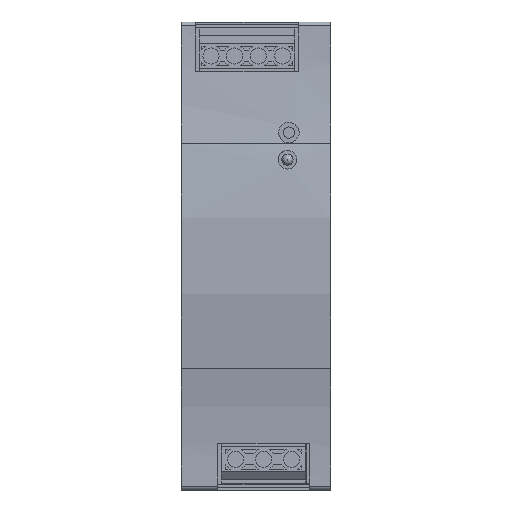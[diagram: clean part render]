
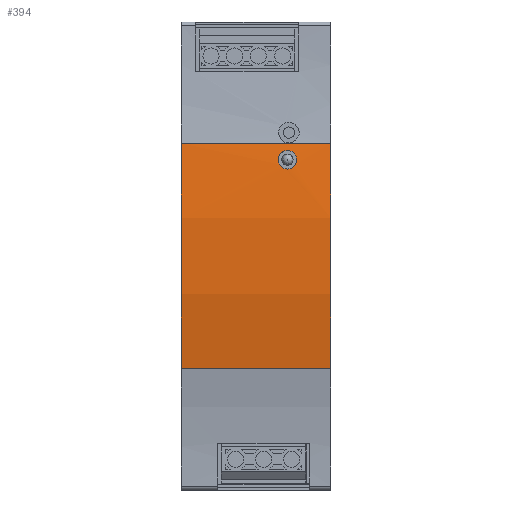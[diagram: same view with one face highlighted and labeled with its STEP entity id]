
A CAD part, left-side view. The second image highlights one B-rep face of the part: STEP entity #394.
In plain terms, the highlighted cylindrical face has radius 150.5 mm (diameter 301 mm), a partial arc.
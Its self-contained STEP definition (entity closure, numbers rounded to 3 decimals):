
#234=CARTESIAN_POINT('',(1767.001,14.486,9015.251));
#235=VERTEX_POINT('',#234);
#243=CARTESIAN_POINT('',(1767.001,54.486,9015.251));
#244=VERTEX_POINT('',#243);
#245=CARTESIAN_POINT('',(1767.001,14.486,9015.251));
#246=DIRECTION('',(0.0,1.0,0.0));
#247=VECTOR('',#246,40.);
#248=LINE('',#245,#247);
#249=EDGE_CURVE('',#235,#244,#248,.T.);
#303=CARTESIAN_POINT('',(1619.543,20.236,8985.141));
#304=DIRECTION('',(0.0,-1.0,0.0));
#305=DIRECTION('',(1.0,0.0,0.0));
#306=AXIS2_PLACEMENT_3D('',#303,#304,#305);
#307=CYLINDRICAL_SURFACE('',#306,150.5);
#308=CARTESIAN_POINT('',(1767.001,14.486,8955.031));
#309=VERTEX_POINT('',#308);
#310=CARTESIAN_POINT('',(1767.001,54.486,8955.031));
#311=VERTEX_POINT('',#310);
#312=CARTESIAN_POINT('',(1767.001,14.486,8955.031));
#313=DIRECTION('',(0.0,1.0,0.0));
#314=VECTOR('',#313,40.);
#315=LINE('',#312,#314);
#316=EDGE_CURVE('',#309,#311,#315,.T.);
#317=ORIENTED_EDGE('',*,*,#316,.T.);
#318=CARTESIAN_POINT('',(1619.543,54.486,8985.141));
#319=DIRECTION('',(0.0,-1.0,0.0));
#320=DIRECTION('',(1.0,0.0,0.0));
#321=AXIS2_PLACEMENT_3D('',#318,#319,#320);
#322=CIRCLE('',#321,150.5);
#323=EDGE_CURVE('',#311,#244,#322,.T.);
#324=ORIENTED_EDGE('',*,*,#323,.T.);
#325=ORIENTED_EDGE('',*,*,#249,.F.);
#326=CARTESIAN_POINT('',(1619.543,14.486,8985.141));
#327=DIRECTION('',(0.0,-1.0,0.0));
#328=DIRECTION('',(1.0,0.0,0.0));
#329=AXIS2_PLACEMENT_3D('',#326,#327,#328);
#330=CIRCLE('',#329,150.5);
#331=EDGE_CURVE('',#309,#235,#330,.T.);
#332=ORIENTED_EDGE('',*,*,#331,.F.);
#333=EDGE_LOOP('',(#317,#324,#325,#332));
#334=FACE_OUTER_BOUND('',#333,.T.);
#335=CARTESIAN_POINT('',(1767.822,23.586,8959.377));
#336=VERTEX_POINT('',#335);
#337=CARTESIAN_POINT('',(1767.365,26.086,8956.877));
#338=VERTEX_POINT('',#337);
#339=CARTESIAN_POINT('',(1767.822,23.586,8959.377));
#340=CARTESIAN_POINT('',(1767.738,23.586,8958.897));
#341=CARTESIAN_POINT('',(1767.652,23.727,8958.418));
#342=CARTESIAN_POINT('',(1767.578,23.99,8958.014));
#343=CARTESIAN_POINT('',(1767.509,24.235,8957.637));
#344=CARTESIAN_POINT('',(1767.451,24.585,8957.327));
#345=CARTESIAN_POINT('',(1767.413,24.992,8957.129));
#346=CARTESIAN_POINT('',(1767.382,25.33,8956.964));
#347=CARTESIAN_POINT('',(1767.365,25.709,8956.877));
#348=CARTESIAN_POINT('',(1767.365,26.086,8956.877));
#349=B_SPLINE_CURVE_WITH_KNOTS('',3,(#339,#340,#341,#342,#343,#344,#345,#346,#347,#348),.UNSPECIFIED.,.F.,.U.,(4,3,3,4),(0.0,1.462,2.825,3.959),.UNSPECIFIED.);
#350=EDGE_CURVE('',#336,#338,#349,.T.);
#351=ORIENTED_EDGE('',*,*,#350,.F.);
#352=CARTESIAN_POINT('',(1767.822,28.586,8959.377));
#353=VERTEX_POINT('',#352);
#354=CARTESIAN_POINT('',(1767.822,28.586,8959.377));
#355=CARTESIAN_POINT('',(1767.904,28.586,8959.851));
#356=CARTESIAN_POINT('',(1767.984,28.447,8960.326));
#357=CARTESIAN_POINT('',(1768.05,28.19,8960.727));
#358=CARTESIAN_POINT('',(1768.11,27.954,8961.094));
#359=CARTESIAN_POINT('',(1768.159,27.619,8961.4));
#360=CARTESIAN_POINT('',(1768.191,27.228,8961.601));
#361=CARTESIAN_POINT('',(1768.221,26.862,8961.789));
#362=CARTESIAN_POINT('',(1768.236,26.448,8961.885));
#363=CARTESIAN_POINT('',(1768.234,26.036,8961.876));
#364=CARTESIAN_POINT('',(1768.233,25.574,8961.867));
#365=CARTESIAN_POINT('',(1768.211,25.117,8961.727));
#366=CARTESIAN_POINT('',(1768.171,24.731,8961.477));
#367=CARTESIAN_POINT('',(1768.137,24.393,8961.26));
#368=CARTESIAN_POINT('',(1768.089,24.111,8960.961));
#369=CARTESIAN_POINT('',(1768.031,23.914,8960.615));
#370=CARTESIAN_POINT('',(1767.969,23.7,8960.238));
#371=CARTESIAN_POINT('',(1767.896,23.586,8959.808));
#372=CARTESIAN_POINT('',(1767.822,23.586,8959.377));
#373=B_SPLINE_CURVE_WITH_KNOTS('',3,(#354,#355,#356,#357,#358,#359,#360,#361,#362,#363,#364,#365,#366,#367,#368,#369,#370,#371,#372),.UNSPECIFIED.,.F.,.U.,(4,3,3,3,3,3,4),(0.0,1.445,2.767,4.004,5.389,6.596,7.908),.UNSPECIFIED.);
#374=EDGE_CURVE('',#353,#336,#373,.T.);
#375=ORIENTED_EDGE('',*,*,#374,.F.);
#376=CARTESIAN_POINT('',(1767.365,26.086,8956.877));
#377=CARTESIAN_POINT('',(1767.365,26.393,8956.877));
#378=CARTESIAN_POINT('',(1767.376,26.702,8956.934));
#379=CARTESIAN_POINT('',(1767.398,26.988,8957.045));
#380=CARTESIAN_POINT('',(1767.429,27.419,8957.212));
#381=CARTESIAN_POINT('',(1767.484,27.8,8957.5));
#382=CARTESIAN_POINT('',(1767.551,28.077,8957.865));
#383=CARTESIAN_POINT('',(1767.621,28.367,8958.246));
#384=CARTESIAN_POINT('',(1767.705,28.542,8958.709));
#385=CARTESIAN_POINT('',(1767.788,28.579,8959.183));
#386=CARTESIAN_POINT('',(1767.799,28.584,8959.248));
#387=CARTESIAN_POINT('',(1767.81,28.586,8959.312));
#388=CARTESIAN_POINT('',(1767.822,28.586,8959.377));
#389=B_SPLINE_CURVE_WITH_KNOTS('',3,(#376,#377,#378,#379,#380,#381,#382,#383,#384,#385,#386,#387,#388),.UNSPECIFIED.,.F.,.U.,(4,3,3,3,4),(0.0,0.924,2.314,3.763,3.959),.UNSPECIFIED.);
#390=EDGE_CURVE('',#338,#353,#389,.T.);
#391=ORIENTED_EDGE('',*,*,#390,.F.);
#392=EDGE_LOOP('',(#351,#375,#391));
#393=FACE_BOUND('',#392,.T.);
#394=ADVANCED_FACE('',(#334,#393),#307,.T.);
